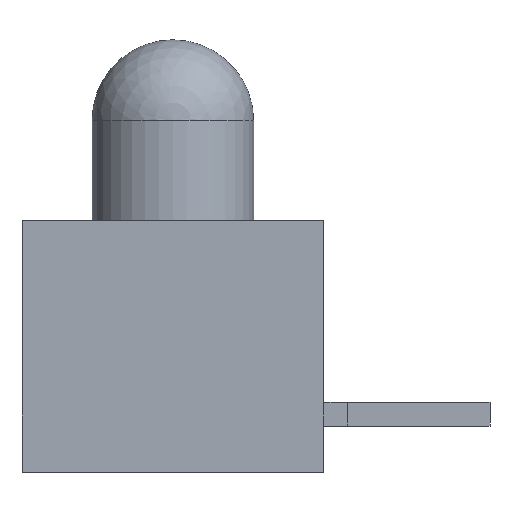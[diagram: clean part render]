
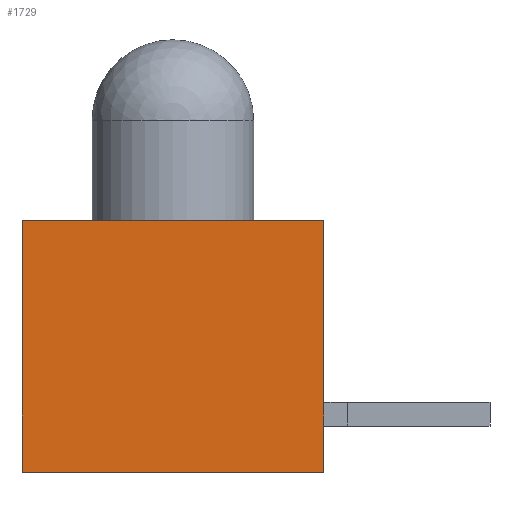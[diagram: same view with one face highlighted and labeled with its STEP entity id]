
A CAD part, left-side view. The second image highlights one B-rep face of the part: STEP entity #1729.
In plain terms, the highlighted planar face has unit normal (-1, 0, 0).
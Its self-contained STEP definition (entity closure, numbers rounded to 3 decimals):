
#919 = EDGE_CURVE ( 'NONE', #974, #948, #7458, .T. ) ;
#948 = VERTEX_POINT ( 'NONE', #7656 ) ;
#974 = VERTEX_POINT ( 'NONE', #7770 ) ;
#1053 = ORIENTED_EDGE ( 'NONE', *, *, #1693, .T. ) ;
#1385 = VERTEX_POINT ( 'NONE', #8923 ) ;
#1439 = EDGE_CURVE ( 'NONE', #1385, #974, #14097, .T. ) ;
#1504 = EDGE_CURVE ( 'NONE', #1385, #1634, #14379, .T. ) ;
#1607 = ORIENTED_EDGE ( 'NONE', *, *, #919, .F. ) ;
#1634 = VERTEX_POINT ( 'NONE', #15077 ) ;
#1693 = EDGE_CURVE ( 'NONE', #1634, #948, #15420, .T. ) ;
#1729 = ADVANCED_FACE ( 'NONE', ( #15619 ), #15603, .F. ) ;
#1749 = ORIENTED_EDGE ( 'NONE', *, *, #1439, .F. ) ;
#1763 = ORIENTED_EDGE ( 'NONE', *, *, #1504, .T. ) ;
#1805 = EDGE_LOOP ( 'NONE', ( #1763, #1053, #1607, #1749 ) ) ;
#7455 = DIRECTION ( 'NONE',  ( 0., 0., -1. ) ) ;
#7456 = VECTOR ( 'NONE', #7455, 1000. ) ;
#7457 = CARTESIAN_POINT ( 'NONE',  ( -2., -3.175, -7.592 ) ) ;
#7458 = LINE ( 'NONE', #7457, #7456 ) ;
#7656 = CARTESIAN_POINT ( 'NONE',  ( -2., -3.175, -2.65 ) ) ;
#7770 = CARTESIAN_POINT ( 'NONE',  ( -2., -3.175, 2.65 ) ) ;
#8923 = CARTESIAN_POINT ( 'NONE',  ( -2., 3.175, 2.65 ) ) ;
#14094 = DIRECTION ( 'NONE',  ( 0., -1., 0. ) ) ;
#14095 = VECTOR ( 'NONE', #14094, 1000. ) ;
#14096 = CARTESIAN_POINT ( 'NONE',  ( -2., -0.085, 2.65 ) ) ;
#14097 = LINE ( 'NONE', #14096, #14095 ) ;
#14376 = DIRECTION ( 'NONE',  ( 0., 0., -1. ) ) ;
#14377 = VECTOR ( 'NONE', #14376, 1000. ) ;
#14378 = CARTESIAN_POINT ( 'NONE',  ( -2., 3.175, -7.592 ) ) ;
#14379 = LINE ( 'NONE', #14378, #14377 ) ;
#15077 = CARTESIAN_POINT ( 'NONE',  ( -2., 3.175, -2.65 ) ) ;
#15402 = DIRECTION ( 'NONE',  ( 0., -1., 0. ) ) ;
#15403 = VECTOR ( 'NONE', #15402, 1000. ) ;
#15404 = CARTESIAN_POINT ( 'NONE',  ( -2., -0.085, -2.65 ) ) ;
#15420 = LINE ( 'NONE', #15404, #15403 ) ;
#15601 = AXIS2_PLACEMENT_3D ( 'NONE', #15659, #15658, #15657 ) ;
#15603 = PLANE ( 'NONE',  #15601 ) ;
#15619 = FACE_OUTER_BOUND ( 'NONE', #1805, .T. ) ;
#15657 = DIRECTION ( 'NONE',  ( 0., 0., -1. ) ) ;
#15658 = DIRECTION ( 'NONE',  ( 1., 0., 0. ) ) ;
#15659 = CARTESIAN_POINT ( 'NONE',  ( -2., -0.085, -7.592 ) ) ;
